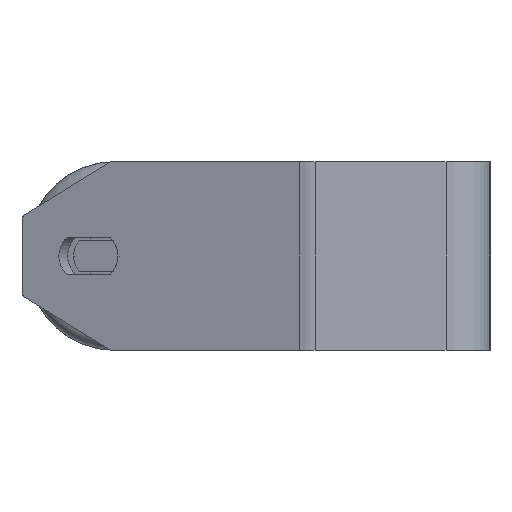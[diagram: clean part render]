
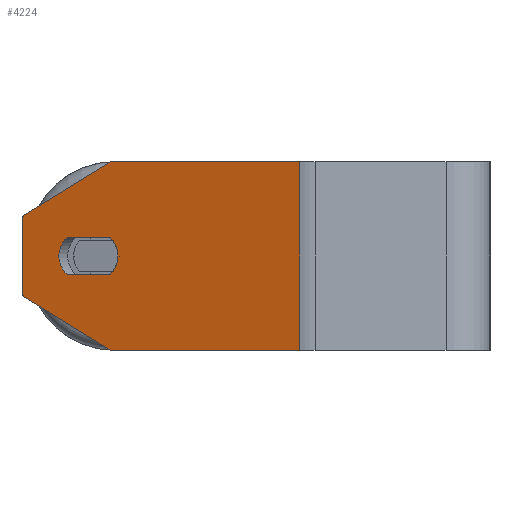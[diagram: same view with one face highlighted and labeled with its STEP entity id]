
A CAD part, left-side view. The second image highlights one B-rep face of the part: STEP entity #4224.
In plain terms, the highlighted planar face has unit normal (-0.94, 0.342, 0).
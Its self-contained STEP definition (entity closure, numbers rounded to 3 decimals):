
#46 = CIRCLE ( 'NONE', #1684, 7.5 ) ;
#118 = ORIENTED_EDGE ( 'NONE', *, *, #8043, .F. ) ;
#129 = VECTOR ( 'NONE', #3613, 1000. ) ;
#142 = ORIENTED_EDGE ( 'NONE', *, *, #4249, .F. ) ;
#171 = VERTEX_POINT ( 'NONE', #1209 ) ;
#195 = LINE ( 'NONE', #1341, #2459 ) ;
#476 = VECTOR ( 'NONE', #8215, 1000. ) ;
#517 = CARTESIAN_POINT ( 'NONE',  ( -227.222, 120.731, 30. ) ) ;
#518 = DIRECTION ( 'NONE',  ( 0.94, -0.342, 0. ) ) ;
#608 = CARTESIAN_POINT ( 'NONE',  ( -223.802, 130.128, 0. ) ) ;
#649 = CARTESIAN_POINT ( 'NONE',  ( -228.077, 118.382, 0. ) ) ;
#665 = AXIS2_PLACEMENT_3D ( 'NONE', #4429, #2492, #3049 ) ;
#671 = AXIS2_PLACEMENT_3D ( 'NONE', #4701, #752, #4529 ) ;
#752 = DIRECTION ( 'NONE',  ( -0.94, 0.342, 0. ) ) ;
#759 = ORIENTED_EDGE ( 'NONE', *, *, #2344, .F. ) ;
#957 = ORIENTED_EDGE ( 'NONE', *, *, #3791, .F. ) ;
#967 = VERTEX_POINT ( 'NONE', #3057 ) ;
#995 = DIRECTION ( 'NONE',  ( 0.342, 0.94, 0. ) ) ;
#1012 = VECTOR ( 'NONE', #3113, 1000. ) ;
#1077 = FACE_OUTER_BOUND ( 'NONE', #7961, .T. ) ;
#1121 = ORIENTED_EDGE ( 'NONE', *, *, #1939, .T. ) ;
#1165 = CARTESIAN_POINT ( 'NONE',  ( -216.962, 148.922, -30. ) ) ;
#1209 = CARTESIAN_POINT ( 'NONE',  ( -227.051, 121.201, 6. ) ) ;
#1310 = CARTESIAN_POINT ( 'NONE',  ( -222.263, 134.356, -6. ) ) ;
#1341 = CARTESIAN_POINT ( 'NONE',  ( -227.051, 121.201, -6. ) ) ;
#1498 = ORIENTED_EDGE ( 'NONE', *, *, #7437, .T. ) ;
#1528 = CARTESIAN_POINT ( 'NONE',  ( -222.263, 134.356, 6. ) ) ;
#1616 = DIRECTION ( 'NONE',  ( 0., 0., -1. ) ) ;
#1662 = DIRECTION ( 'NONE',  ( 0.296, 0.814, -0.5 ) ) ;
#1684 = AXIS2_PLACEMENT_3D ( 'NONE', #608, #8406, #1933 ) ;
#1726 = EDGE_CURVE ( 'NONE', #171, #4914, #4495, .T. ) ;
#1792 = ORIENTED_EDGE ( 'NONE', *, *, #4283, .T. ) ;
#1933 = DIRECTION ( 'NONE',  ( 0.342, 0.94, 0. ) ) ;
#1939 = EDGE_CURVE ( 'NONE', #8163, #967, #6841, .T. ) ;
#1981 = VECTOR ( 'NONE', #7007, 1000. ) ;
#2110 = ORIENTED_EDGE ( 'NONE', *, *, #1726, .F. ) ;
#2222 = EDGE_LOOP ( 'NONE', ( #957, #118, #2110, #2441, #142 ) ) ;
#2344 = EDGE_CURVE ( 'NONE', #5580, #8450, #6407, .T. ) ;
#2383 = CARTESIAN_POINT ( 'NONE',  ( -216.962, 148.922, 30. ) ) ;
#2441 = ORIENTED_EDGE ( 'NONE', *, *, #4695, .F. ) ;
#2459 = VECTOR ( 'NONE', #5428, 1000. ) ;
#2492 = DIRECTION ( 'NONE',  ( -0.94, 0.342, 0. ) ) ;
#3003 = FACE_BOUND ( 'NONE', #2222, .T. ) ;
#3049 = DIRECTION ( 'NONE',  ( -0.342, -0.94, 0. ) ) ;
#3057 = CARTESIAN_POINT ( 'NONE',  ( -216.962, 148.922, -12.679 ) ) ;
#3091 = EDGE_CURVE ( 'NONE', #8450, #6681, #4324, .T. ) ;
#3092 = PLANE ( 'NONE',  #3407 ) ;
#3113 = DIRECTION ( 'NONE',  ( 0.342, 0.94, 0. ) ) ;
#3407 = AXIS2_PLACEMENT_3D ( 'NONE', #7672, #518, #995 ) ;
#3500 = CARTESIAN_POINT ( 'NONE',  ( -249.156, 60.469, 30. ) ) ;
#3613 = DIRECTION ( 'NONE',  ( -0.342, -0.94, 0. ) ) ;
#3632 = CARTESIAN_POINT ( 'NONE',  ( -216.962, 148.922, 30. ) ) ;
#3714 = CARTESIAN_POINT ( 'NONE',  ( -249.156, 60.469, 30. ) ) ;
#3764 = CARTESIAN_POINT ( 'NONE',  ( -227.051, 121.201, 6. ) ) ;
#3791 = EDGE_CURVE ( 'NONE', #4850, #4104, #195, .T. ) ;
#4102 = CIRCLE ( 'NONE', #665, 7.5 ) ;
#4104 = VERTEX_POINT ( 'NONE', #5995 ) ;
#4224 = ADVANCED_FACE ( 'NONE', ( #3003, #1077 ), #3092, .F. ) ;
#4234 = LINE ( 'NONE', #6846, #5784 ) ;
#4237 = VECTOR ( 'NONE', #5399, 1000. ) ;
#4249 = EDGE_CURVE ( 'NONE', #4104, #5219, #4102, .T. ) ;
#4283 = EDGE_CURVE ( 'NONE', #4413, #6681, #6868, .T. ) ;
#4324 = LINE ( 'NONE', #3714, #7509 ) ;
#4413 = VERTEX_POINT ( 'NONE', #7870 ) ;
#4429 = CARTESIAN_POINT ( 'NONE',  ( -225.512, 125.429, 0. ) ) ;
#4489 = EDGE_CURVE ( 'NONE', #967, #4413, #6163, .T. ) ;
#4495 = LINE ( 'NONE', #3764, #1012 ) ;
#4529 = DIRECTION ( 'NONE',  ( -0.342, -0.94, 0. ) ) ;
#4695 = EDGE_CURVE ( 'NONE', #5219, #171, #5335, .T. ) ;
#4701 = CARTESIAN_POINT ( 'NONE',  ( -225.512, 125.429, 0. ) ) ;
#4850 = VERTEX_POINT ( 'NONE', #1310 ) ;
#4914 = VERTEX_POINT ( 'NONE', #1528 ) ;
#5069 = CARTESIAN_POINT ( 'NONE',  ( -249.156, 60.469, -30. ) ) ;
#5219 = VERTEX_POINT ( 'NONE', #649 ) ;
#5335 = CIRCLE ( 'NONE', #671, 7.5 ) ;
#5399 = DIRECTION ( 'NONE',  ( -0.296, -0.814, -0.5 ) ) ;
#5428 = DIRECTION ( 'NONE',  ( -0.342, -0.94, 0. ) ) ;
#5580 = VERTEX_POINT ( 'NONE', #517 ) ;
#5784 = VECTOR ( 'NONE', #1662, 1000. ) ;
#5995 = CARTESIAN_POINT ( 'NONE',  ( -227.051, 121.201, -6. ) ) ;
#6163 = LINE ( 'NONE', #6247, #4237 ) ;
#6247 = CARTESIAN_POINT ( 'NONE',  ( -227.222, 120.731, -30. ) ) ;
#6407 = LINE ( 'NONE', #2383, #1981 ) ;
#6681 = VERTEX_POINT ( 'NONE', #5069 ) ;
#6841 = LINE ( 'NONE', #3632, #476 ) ;
#6846 = CARTESIAN_POINT ( 'NONE',  ( -216.962, 148.922, 12.679 ) ) ;
#6868 = LINE ( 'NONE', #1165, #129 ) ;
#6906 = ORIENTED_EDGE ( 'NONE', *, *, #4489, .T. ) ;
#7007 = DIRECTION ( 'NONE',  ( -0.342, -0.94, 0. ) ) ;
#7437 = EDGE_CURVE ( 'NONE', #5580, #8163, #4234, .T. ) ;
#7509 = VECTOR ( 'NONE', #1616, 1000. ) ;
#7672 = CARTESIAN_POINT ( 'NONE',  ( -216.962, 148.922, 30. ) ) ;
#7870 = CARTESIAN_POINT ( 'NONE',  ( -227.222, 120.731, -30. ) ) ;
#7961 = EDGE_LOOP ( 'NONE', ( #1121, #6906, #1792, #8015, #759, #1498 ) ) ;
#8015 = ORIENTED_EDGE ( 'NONE', *, *, #3091, .F. ) ;
#8043 = EDGE_CURVE ( 'NONE', #4914, #4850, #46, .T. ) ;
#8163 = VERTEX_POINT ( 'NONE', #8341 ) ;
#8215 = DIRECTION ( 'NONE',  ( 0., 0., -1. ) ) ;
#8341 = CARTESIAN_POINT ( 'NONE',  ( -216.962, 148.922, 12.679 ) ) ;
#8406 = DIRECTION ( 'NONE',  ( -0.94, 0.342, 0. ) ) ;
#8450 = VERTEX_POINT ( 'NONE', #3500 ) ;
